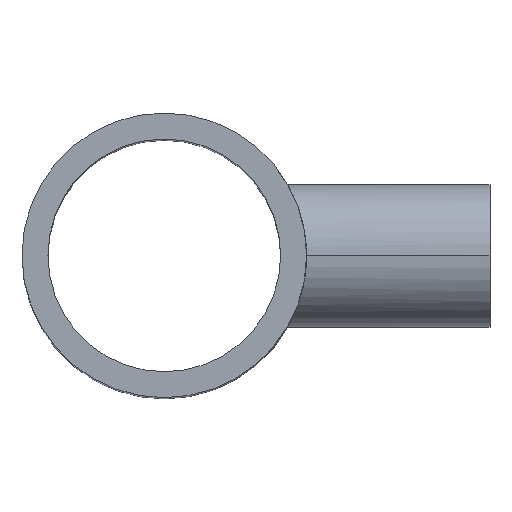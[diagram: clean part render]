
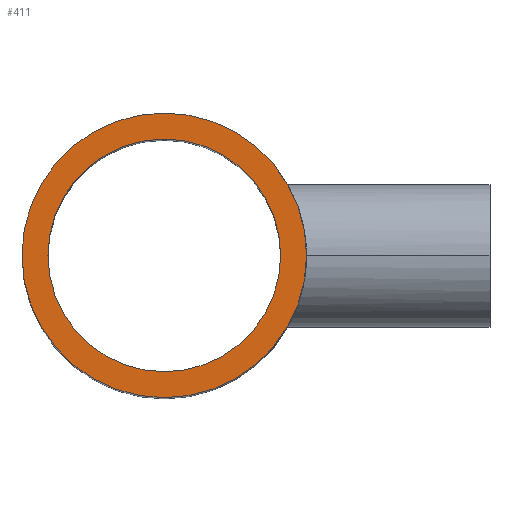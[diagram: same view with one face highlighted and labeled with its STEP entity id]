
A CAD part, top view. The second image highlights one B-rep face of the part: STEP entity #411.
In plain terms, the highlighted planar face has unit normal (0, 0, 1).
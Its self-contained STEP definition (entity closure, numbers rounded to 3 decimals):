
#3 = ORIENTED_EDGE ( 'NONE', *, *, #347, .F. ) ;
#7 = CARTESIAN_POINT ( 'NONE',  ( 0., 0., 229. ) ) ;
#33 = VERTEX_POINT ( 'NONE', #259 ) ;
#34 = DIRECTION ( 'NONE',  ( 1., 0., 0. ) ) ;
#38 = FACE_BOUND ( 'NONE', #154, .T. ) ;
#40 = VERTEX_POINT ( 'NONE', #472 ) ;
#44 = EDGE_CURVE ( 'NONE', #139, #33, #577, .T. ) ;
#56 = CARTESIAN_POINT ( 'NONE',  ( 90., 0., 229. ) ) ;
#74 = AXIS2_PLACEMENT_3D ( 'NONE', #7, #321, #217 ) ;
#94 = ORIENTED_EDGE ( 'NONE', *, *, #501, .F. ) ;
#129 = CARTESIAN_POINT ( 'NONE',  ( 0., 0., 229. ) ) ;
#139 = VERTEX_POINT ( 'NONE', #56 ) ;
#145 = FACE_OUTER_BOUND ( 'NONE', #488, .T. ) ;
#154 = EDGE_LOOP ( 'NONE', ( #3, #94 ) ) ;
#173 = DIRECTION ( 'NONE',  ( 0., 0., 1. ) ) ;
#174 = CIRCLE ( 'NONE', #339, 73.6 ) ;
#203 = ORIENTED_EDGE ( 'NONE', *, *, #622, .T. ) ;
#217 = DIRECTION ( 'NONE',  ( 1., 0., 0. ) ) ;
#219 = AXIS2_PLACEMENT_3D ( 'NONE', #242, #247, #445 ) ;
#238 = DIRECTION ( 'NONE',  ( 0., 0., 1. ) ) ;
#242 = CARTESIAN_POINT ( 'NONE',  ( 0., 0., 229. ) ) ;
#247 = DIRECTION ( 'NONE',  ( 0., 0., 1. ) ) ;
#259 = CARTESIAN_POINT ( 'NONE',  ( -90., 0., 229. ) ) ;
#275 = CIRCLE ( 'NONE', #520, 73.6 ) ;
#280 = DIRECTION ( 'NONE',  ( 1., 0., 0. ) ) ;
#288 = DIRECTION ( 'NONE',  ( 1., 0., 0. ) ) ;
#291 = PLANE ( 'NONE',  #219 ) ;
#294 = CARTESIAN_POINT ( 'NONE',  ( 73.6, 0., 229. ) ) ;
#321 = DIRECTION ( 'NONE',  ( 0., 0., 1. ) ) ;
#339 = AXIS2_PLACEMENT_3D ( 'NONE', #129, #173, #280 ) ;
#347 = EDGE_CURVE ( 'NONE', #40, #645, #174, .T. ) ;
#352 = CIRCLE ( 'NONE', #671, 90. ) ;
#411 = ADVANCED_FACE ( 'NONE', ( #145, #38 ), #291, .T. ) ;
#445 = DIRECTION ( 'NONE',  ( 1., 0., 0. ) ) ;
#472 = CARTESIAN_POINT ( 'NONE',  ( -73.6, 0., 229. ) ) ;
#488 = EDGE_LOOP ( 'NONE', ( #203, #658 ) ) ;
#501 = EDGE_CURVE ( 'NONE', #645, #40, #275, .T. ) ;
#502 = CARTESIAN_POINT ( 'NONE',  ( 0., 0., 229. ) ) ;
#520 = AXIS2_PLACEMENT_3D ( 'NONE', #661, #653, #288 ) ;
#577 = CIRCLE ( 'NONE', #74, 90. ) ;
#622 = EDGE_CURVE ( 'NONE', #33, #139, #352, .T. ) ;
#645 = VERTEX_POINT ( 'NONE', #294 ) ;
#653 = DIRECTION ( 'NONE',  ( 0., 0., 1. ) ) ;
#658 = ORIENTED_EDGE ( 'NONE', *, *, #44, .T. ) ;
#661 = CARTESIAN_POINT ( 'NONE',  ( 0., 0., 229. ) ) ;
#671 = AXIS2_PLACEMENT_3D ( 'NONE', #502, #238, #34 ) ;
